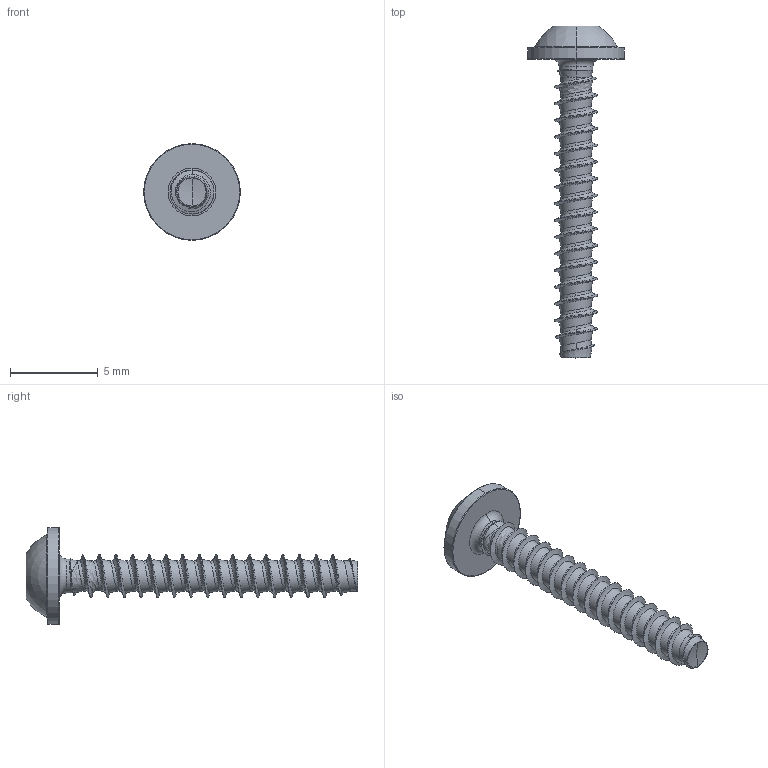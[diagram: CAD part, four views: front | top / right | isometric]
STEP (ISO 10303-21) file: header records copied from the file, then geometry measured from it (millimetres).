
FILE_DESCRIPTION (( 'STEP AP203' ), '1' );
FILE_NAME ('STP380250170.STEP', '2019-05-15T19:15:06', ( '' ), ( '' ), 'SwSTEP 2.0', 'SolidWorks 2015', '' );
FILE_SCHEMA (( 'CONFIG_CONTROL_DESIGN' ));
Length unit declared in the file: millimetre
Products named in the file (2): STP380250170
Bounding box: 5.5 x 18.9 x 5.5 mm (x, y, z)
Volume: 74.2 mm3; surface area: 226.6 mm2
Topology: 1 solids, 1 shells, 120 faces, 304 edges, 187 vertices
Faces by surface type: cylinder 59, bspline 35, cone 11, torus 8, sphere 4, plane 3
Entity records: 21666 total; most frequent: CARTESIAN_POINT 19076, ORIENTED_EDGE 604, DIRECTION 384, EDGE_CURVE 302, VERTEX_POINT 187, AXIS2_PLACEMENT_3D 155, B_SPLINE_CURVE_WITH_KNOTS 126, EDGE_LOOP 123
